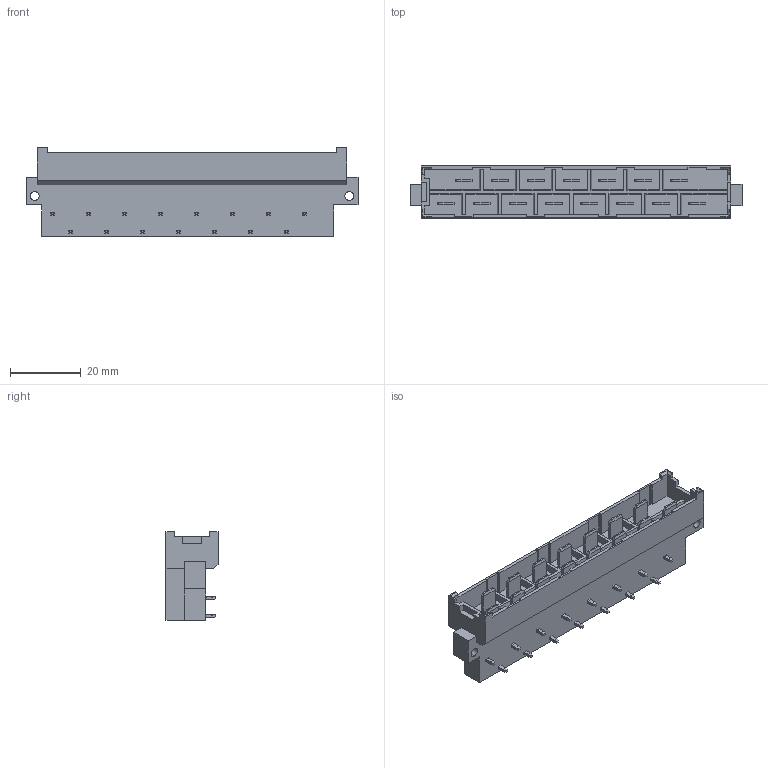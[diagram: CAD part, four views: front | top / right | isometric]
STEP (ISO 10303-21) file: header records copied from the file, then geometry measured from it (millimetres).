
FILE_DESCRIPTION (( 'STEP AP214' ), '1' );
FILE_NAME ('113-40060_C_Version01.STEP', '2016-01-13T06:25:10', ( '' ), ( '' ), 'SwSTEP 2.0', 'SolidWorks 2014', '' );
FILE_SCHEMA (( 'AUTOMOTIVE_DESIGN' ));
Length unit declared in the file: millimetre
Products named in the file (1): 113-40060_C_Version01
Bounding box: 93.8 x 14.7 x 25.1 mm (x, y, z)
Volume: 18137.7 mm3; surface area: 10524.8 mm2
Topology: 1 solids, 1 shells, 775 faces, 2076 edges, 1352 vertices
Faces by surface type: plane 545, cylinder 142, bspline 88
Entity records: 28508 total; most frequent: CARTESIAN_POINT 10048, ORIENTED_EDGE 4152, DIRECTION 3200, EDGE_CURVE 2076, VECTOR 1616, LINE 1616, VERTEX_POINT 1352, EDGE_LOOP 828
